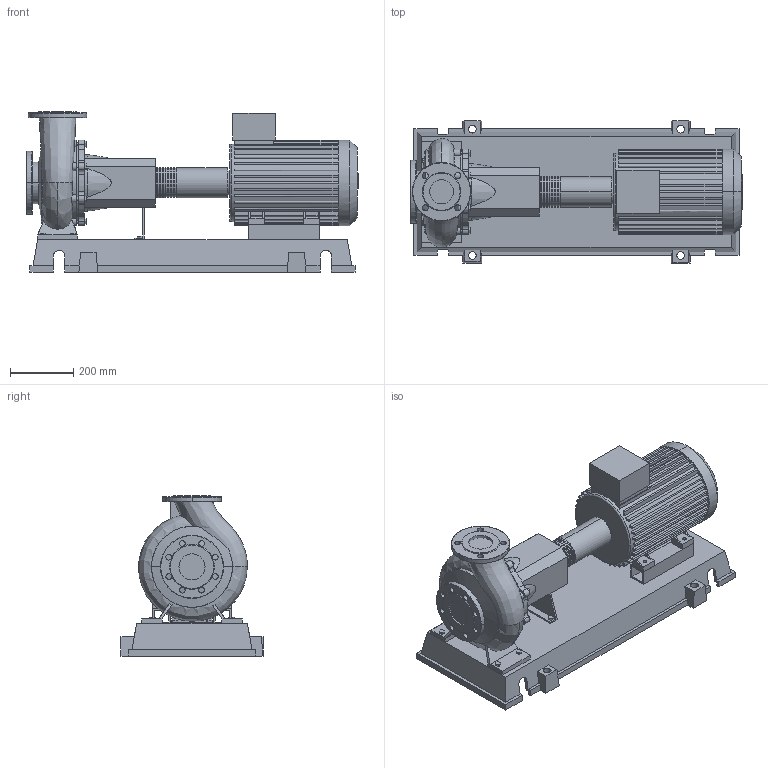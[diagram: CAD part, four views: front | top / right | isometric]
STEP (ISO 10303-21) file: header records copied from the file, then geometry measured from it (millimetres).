
FILE_DESCRIPTION((''),'2;1');
FILE_NAME('3d_NL65_200-9-2-12-4109179.stp','2015-03-03T07:17:28',(''),(''),'Mechanical Desktop 2009','Mechanical Desktop 2009',', , ');
FILE_SCHEMA(('CONFIG_CONTROL_DESIGN'));
Length unit declared in the file: millimetre
Products named in the file (1): Product
Bounding box: 1052 x 450 x 508 mm (x, y, z)
Volume: 49104088.7 mm3; surface area: 3190602.4 mm2
Topology: 13 solids, 13 shells, 855 faces, 2272 edges, 1495 vertices
Faces by surface type: plane 437, cylinder 217, bspline 179, cone 12, torus 10
Entity records: 30468 total; most frequent: CARTESIAN_POINT 9129, ORIENTED_EDGE 4546, DIRECTION 4221, EDGE_CURVE 2273, VERTEX_POINT 1494, VECTOR 1455, LINE 1455, AXIS2_PLACEMENT_3D 1383
